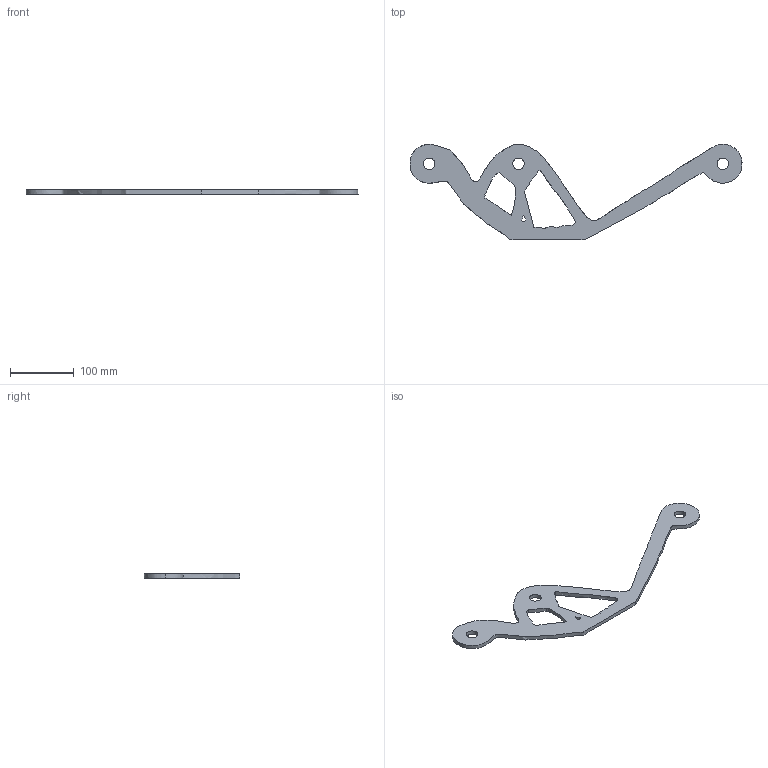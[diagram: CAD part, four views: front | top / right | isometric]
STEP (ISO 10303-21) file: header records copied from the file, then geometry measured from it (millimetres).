
FILE_DESCRIPTION(/* description */ (''),/* implementation_level */ '2;1');
FILE_NAME(/* name */ 'TopOpv3.step',/* time_stamp */ '2024-02-15T17:20:10Z',/* author */ (''),/* organization */ (''),/* preprocessor_version */ 'ST-DEVELOPER v20',/* originating_system */ 'Autodesk Translation Framework v12.20.1.177',/* authorisation */ '');
FILE_SCHEMA (('AUTOMOTIVE_DESIGN { 1 0 10303 214 3 1 1 }'));
Length unit declared in the file: millimetre
Products named in the file (1): TopOpv2_2
Bounding box: 519.98 x 149.26 x 6.3 mm (x, y, z)
Volume: 177812.6 mm3; surface area: 63303.7 mm2
Topology: 1 solids, 1 shells, 33 faces, 96 edges, 64 vertices
Faces by surface type: plane 15, cylinder 8, bspline 7, cone 2, sphere 1
Full cylindrical faces by diameter (mm): 18 x3
Entity records: 14036 total; most frequent: CARTESIAN_POINT 13138, ORIENTED_EDGE 190, DIRECTION 154, EDGE_CURVE 95, VERTEX_POINT 64, AXIS2_PLACEMENT_3D 53, LINE 48, VECTOR 48
